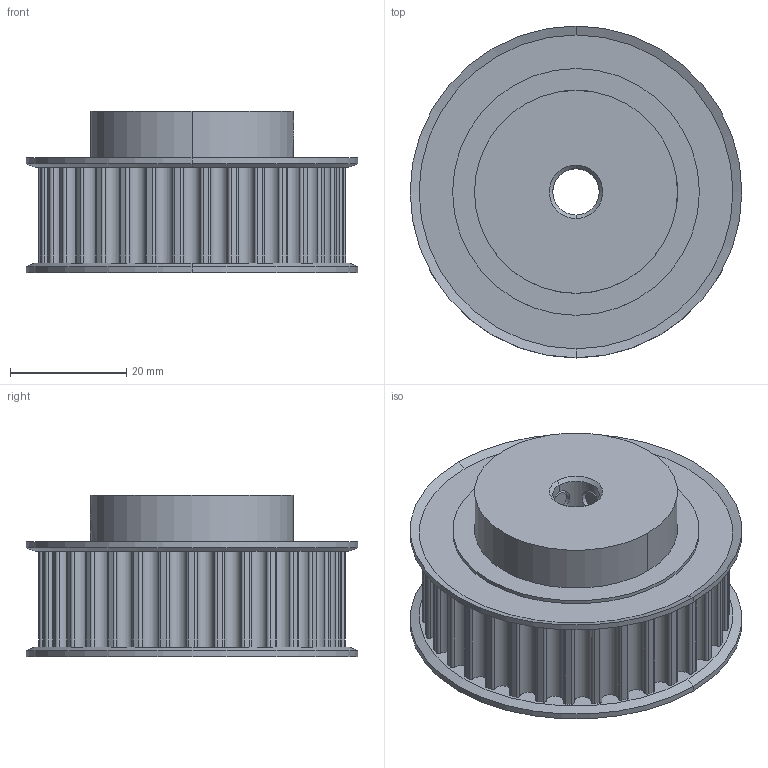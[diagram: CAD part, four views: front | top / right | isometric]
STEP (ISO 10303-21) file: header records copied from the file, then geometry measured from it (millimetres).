
FILE_DESCRIPTION((''),'2;1');
FILE_NAME('34','2016-06-15T',('SYSTEM'),(''),'PRO/ENGINEER BY PARAMETRIC TECHNOLOGY CORPORATION, 2015110','PRO/ENGINEER BY PARAMETRIC TECHNOLOGY CORPORATION, 2015110','');
FILE_SCHEMA(('AUTOMOTIVE_DESIGN { 1 0 10303 214 1 1 1 1 }'));
Length unit declared in the file: millimetre
Products named in the file (1): 34
Bounding box: 57.2 x 57.2 x 27.8 mm (x, y, z)
Volume: 46550.2 mm3; surface area: 12587.8 mm2
Topology: 1 solids, 1 shells, 201 faces, 558 edges, 368 vertices
Faces by surface type: cylinder 156, plane 25, cone 20
Entity records: 7054 total; most frequent: CARTESIAN_POINT 1471, DIRECTION 1286, ORIENTED_EDGE 1116, EDGE_CURVE 558, AXIS2_PLACEMENT_3D 535, VERTEX_POINT 368, CIRCLE 334, VECTOR 216
